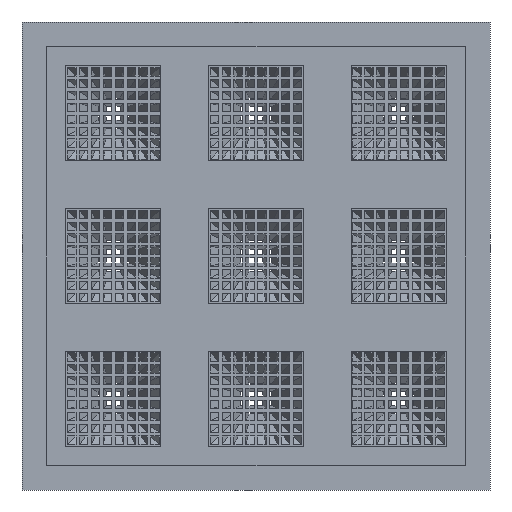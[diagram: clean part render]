
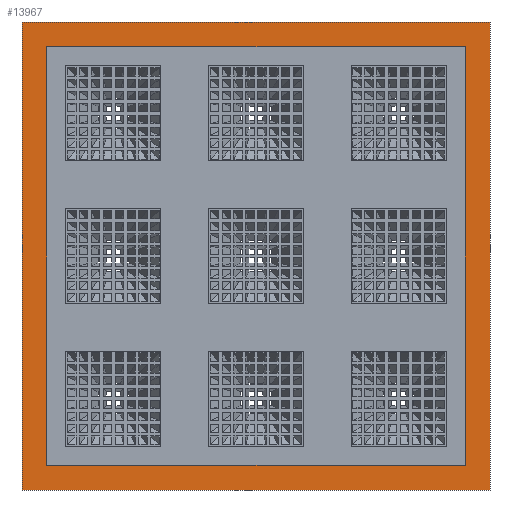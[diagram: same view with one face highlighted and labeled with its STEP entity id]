
A CAD part, front view. The second image highlights one B-rep face of the part: STEP entity #13967.
In plain terms, the highlighted face is planar.
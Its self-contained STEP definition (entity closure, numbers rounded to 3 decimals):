
#461 = EDGE_CURVE ( 'NONE', #15504, #20398, #22977, .T. ) ;
#1851 = DIRECTION ( 'NONE',  ( 1., 0., 0. ) ) ;
#2029 = VERTEX_POINT ( 'NONE', #27269 ) ;
#2034 = CARTESIAN_POINT ( 'NONE',  ( -250., -250., 0. ) ) ;
#2223 = VECTOR ( 'NONE', #23098, 1000. ) ;
#3220 = CARTESIAN_POINT ( 'NONE',  ( -250., -250., 0. ) ) ;
#4278 = LINE ( 'NONE', #5455, #16578 ) ;
#5455 = CARTESIAN_POINT ( 'NONE',  ( 250., -250., 0. ) ) ;
#6081 = LINE ( 'NONE', #14092, #25100 ) ;
#6574 = CARTESIAN_POINT ( 'NONE',  ( -223.5, 223.5, 0. ) ) ;
#7086 = EDGE_CURVE ( 'NONE', #2029, #16820, #14738, .T. ) ;
#7134 = CARTESIAN_POINT ( 'NONE',  ( 250., -250., 0. ) ) ;
#7806 = DIRECTION ( 'NONE',  ( 1., 0., 0. ) ) ;
#8419 = VERTEX_POINT ( 'NONE', #7134 ) ;
#8996 = FACE_BOUND ( 'NONE', #21982, .T. ) ;
#9452 = DIRECTION ( 'NONE',  ( -1., 0., 0. ) ) ;
#9702 = CARTESIAN_POINT ( 'NONE',  ( 250., 250., 0. ) ) ;
#9798 = VECTOR ( 'NONE', #1851, 1000. ) ;
#10901 = EDGE_LOOP ( 'NONE', ( #14923, #24904, #20737, #19428 ) ) ;
#11717 = VECTOR ( 'NONE', #21768, 1000. ) ;
#12144 = DIRECTION ( 'NONE',  ( 0., 1., 0. ) ) ;
#12540 = LINE ( 'NONE', #2034, #9798 ) ;
#12696 = CARTESIAN_POINT ( 'NONE',  ( -223.5, -223.5, 0. ) ) ;
#13321 = CARTESIAN_POINT ( 'NONE',  ( -250., 250., 0. ) ) ;
#13489 = VERTEX_POINT ( 'NONE', #18789 ) ;
#13871 = DIRECTION ( 'NONE',  ( 0., 0., -1. ) ) ;
#13967 = ADVANCED_FACE ( 'NONE', ( #8996, #16837 ), #22464, .T. ) ;
#14092 = CARTESIAN_POINT ( 'NONE',  ( 223.5, -223.5, 0. ) ) ;
#14371 = DIRECTION ( 'NONE',  ( 0., 1., 0. ) ) ;
#14501 = CARTESIAN_POINT ( 'NONE',  ( -250., 250., 0. ) ) ;
#14738 = LINE ( 'NONE', #12696, #16412 ) ;
#14923 = ORIENTED_EDGE ( 'NONE', *, *, #17078, .T. ) ;
#14986 = CARTESIAN_POINT ( 'NONE',  ( 223.5, -223.5, 0. ) ) ;
#15099 = EDGE_CURVE ( 'NONE', #16820, #25356, #6081, .T. ) ;
#15264 = ORIENTED_EDGE ( 'NONE', *, *, #20149, .F. ) ;
#15355 = EDGE_CURVE ( 'NONE', #21507, #8419, #12540, .T. ) ;
#15504 = VERTEX_POINT ( 'NONE', #13321 ) ;
#15527 = ORIENTED_EDGE ( 'NONE', *, *, #7086, .T. ) ;
#16412 = VECTOR ( 'NONE', #25863, 1000. ) ;
#16578 = VECTOR ( 'NONE', #12144, 1000. ) ;
#16820 = VERTEX_POINT ( 'NONE', #14986 ) ;
#16837 = FACE_OUTER_BOUND ( 'NONE', #10901, .T. ) ;
#17078 = EDGE_CURVE ( 'NONE', #21507, #15504, #18239, .T. ) ;
#18239 = LINE ( 'NONE', #18558, #2223 ) ;
#18507 = ORIENTED_EDGE ( 'NONE', *, *, #18797, .F. ) ;
#18558 = CARTESIAN_POINT ( 'NONE',  ( -250., -250., 0. ) ) ;
#18789 = CARTESIAN_POINT ( 'NONE',  ( -223.5, 223.5, 0. ) ) ;
#18797 = EDGE_CURVE ( 'NONE', #2029, #13489, #20482, .T. ) ;
#19428 = ORIENTED_EDGE ( 'NONE', *, *, #15355, .F. ) ;
#20149 = EDGE_CURVE ( 'NONE', #13489, #25356, #26690, .T. ) ;
#20169 = DIRECTION ( 'NONE',  ( 0., 1., 0. ) ) ;
#20398 = VERTEX_POINT ( 'NONE', #9702 ) ;
#20482 = LINE ( 'NONE', #26647, #25948 ) ;
#20737 = ORIENTED_EDGE ( 'NONE', *, *, #23638, .F. ) ;
#21507 = VERTEX_POINT ( 'NONE', #3220 ) ;
#21659 = ORIENTED_EDGE ( 'NONE', *, *, #15099, .T. ) ;
#21768 = DIRECTION ( 'NONE',  ( 1., 0., 0. ) ) ;
#21982 = EDGE_LOOP ( 'NONE', ( #18507, #15527, #21659, #15264 ) ) ;
#22464 = PLANE ( 'NONE',  #24301 ) ;
#22977 = LINE ( 'NONE', #14501, #24687 ) ;
#23098 = DIRECTION ( 'NONE',  ( 0., 1., 0. ) ) ;
#23638 = EDGE_CURVE ( 'NONE', #8419, #20398, #4278, .T. ) ;
#24301 = AXIS2_PLACEMENT_3D ( 'NONE', #24925, #13871, #9452 ) ;
#24687 = VECTOR ( 'NONE', #7806, 1000. ) ;
#24904 = ORIENTED_EDGE ( 'NONE', *, *, #461, .T. ) ;
#24925 = CARTESIAN_POINT ( 'NONE',  ( 0., 0., 0. ) ) ;
#25100 = VECTOR ( 'NONE', #14371, 1000. ) ;
#25356 = VERTEX_POINT ( 'NONE', #27667 ) ;
#25863 = DIRECTION ( 'NONE',  ( 1., 0., 0. ) ) ;
#25948 = VECTOR ( 'NONE', #20169, 1000. ) ;
#26647 = CARTESIAN_POINT ( 'NONE',  ( -223.5, -223.5, 0. ) ) ;
#26690 = LINE ( 'NONE', #6574, #11717 ) ;
#27269 = CARTESIAN_POINT ( 'NONE',  ( -223.5, -223.5, 0. ) ) ;
#27667 = CARTESIAN_POINT ( 'NONE',  ( 223.5, 223.5, 0. ) ) ;
